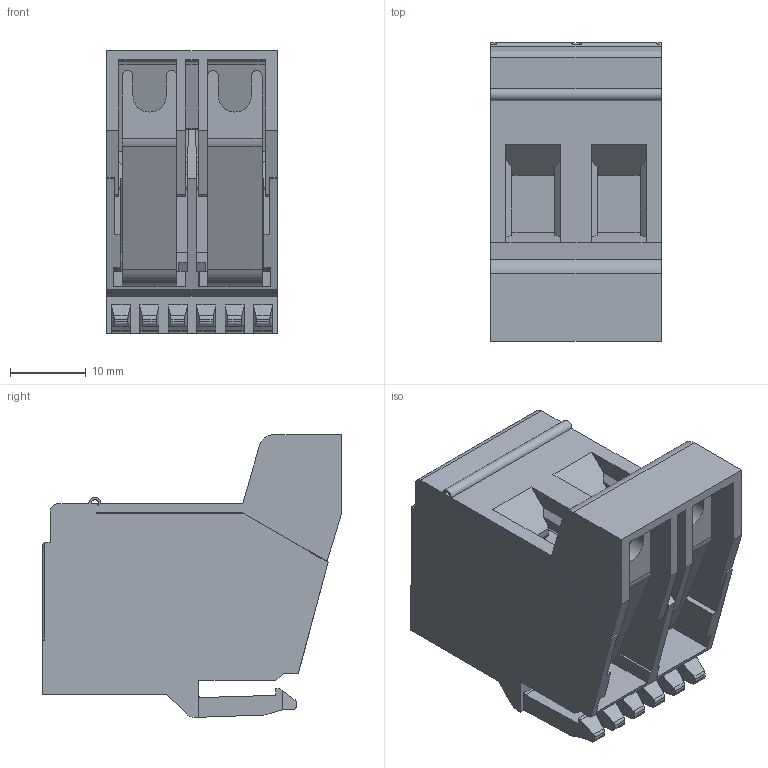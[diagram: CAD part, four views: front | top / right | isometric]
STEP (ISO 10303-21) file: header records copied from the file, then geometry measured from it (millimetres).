
FILE_DESCRIPTION((''),'2;1');
FILE_NAME('PRT0020','2020-04-22T',('P'),(''),'PRO/ENGINEER BY PARAMETRIC TECHNOLOGY CORPORATION, 2010280','PRO/ENGINEER BY PARAMETRIC TECHNOLOGY CORPORATION, 2010280','');
FILE_SCHEMA(('CONFIG_CONTROL_DESIGN'));
Length unit declared in the file: millimetre
Products named in the file (1): PRT0020
Bounding box: 22.5 x 39.4 x 37.3 mm (x, y, z)
Volume: 13852.8 mm3; surface area: 14520.6 mm2
Topology: 1 solids, 1 shells, 542 faces, 1625 edges, 1058 vertices
Faces by surface type: plane 453, cylinder 83, torus 6
Entity records: 18228 total; most frequent: CARTESIAN_POINT 3500, ORIENTED_EDGE 3250, DIRECTION 2806, EDGE_CURVE 1625, VECTOR 1410, LINE 1410, VERTEX_POINT 1058, AXIS2_PLACEMENT_3D 698
